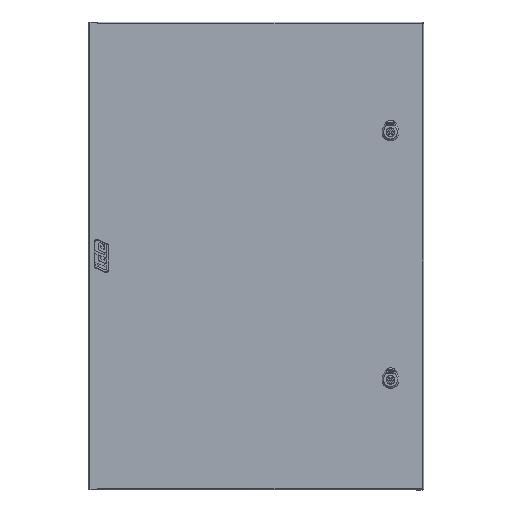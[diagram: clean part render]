
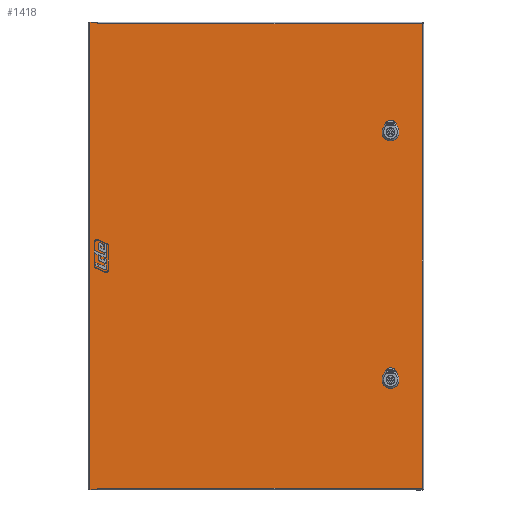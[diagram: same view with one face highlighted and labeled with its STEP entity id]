
A CAD part, top view. The second image highlights one B-rep face of the part: STEP entity #1418.
In plain terms, the highlighted face is planar.
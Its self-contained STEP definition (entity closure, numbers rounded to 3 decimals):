
#969=FACE_BOUND('',#2284,.T.);
#970=FACE_BOUND('',#2285,.T.);
#971=FACE_BOUND('',#2286,.T.);
#1147=CIRCLE('',#6877,11.25);
#1149=CIRCLE('',#6881,11.25);
#1151=CIRCLE('',#6885,11.25);
#1153=CIRCLE('',#6889,11.25);
#1155=CIRCLE('',#6893,11.25);
#1157=CIRCLE('',#6897,11.25);
#1159=CIRCLE('',#6901,11.25);
#1161=CIRCLE('',#6905,11.25);
#1418=ADVANCED_FACE('F46',(#969,#970,#971),#1701,.T.);
#1701=PLANE('',#7004);
#2284=EDGE_LOOP('',(#3282,#3283,#3284,#3285,#3286,#3287,#3288,#3289));
#2285=EDGE_LOOP('',(#3290,#3291,#3292,#3293,#3294,#3295,#3296,#3297));
#2286=EDGE_LOOP('',(#3298,#3299,#3300,#3301,#3302,#3303,#3304,#3305));
#3282=ORIENTED_EDGE('',*,*,#5174,.T.);
#3283=ORIENTED_EDGE('',*,*,#5013,.T.);
#3284=ORIENTED_EDGE('',*,*,#5064,.F.);
#3285=ORIENTED_EDGE('',*,*,#5105,.F.);
#3286=ORIENTED_EDGE('',*,*,#5175,.F.);
#3287=ORIENTED_EDGE('',*,*,#5123,.T.);
#3288=ORIENTED_EDGE('',*,*,#5167,.T.);
#3289=ORIENTED_EDGE('',*,*,#5129,.F.);
#3290=ORIENTED_EDGE('',*,*,#5009,.T.);
#3291=ORIENTED_EDGE('',*,*,#5006,.T.);
#3292=ORIENTED_EDGE('',*,*,#5003,.T.);
#3293=ORIENTED_EDGE('',*,*,#5000,.T.);
#3294=ORIENTED_EDGE('',*,*,#4997,.T.);
#3295=ORIENTED_EDGE('',*,*,#4994,.T.);
#3296=ORIENTED_EDGE('',*,*,#4991,.T.);
#3297=ORIENTED_EDGE('',*,*,#4988,.T.);
#3298=ORIENTED_EDGE('',*,*,#4985,.T.);
#3299=ORIENTED_EDGE('',*,*,#4982,.T.);
#3300=ORIENTED_EDGE('',*,*,#4979,.T.);
#3301=ORIENTED_EDGE('',*,*,#4976,.T.);
#3302=ORIENTED_EDGE('',*,*,#4973,.T.);
#3303=ORIENTED_EDGE('',*,*,#4970,.T.);
#3304=ORIENTED_EDGE('',*,*,#4967,.T.);
#3305=ORIENTED_EDGE('',*,*,#4964,.T.);
#4336=VERTEX_POINT('',#9241);
#4338=VERTEX_POINT('',#9244);
#4340=VERTEX_POINT('',#9250);
#4342=VERTEX_POINT('',#9256);
#4344=VERTEX_POINT('',#9262);
#4346=VERTEX_POINT('',#9268);
#4348=VERTEX_POINT('',#9274);
#4350=VERTEX_POINT('',#9280);
#4352=VERTEX_POINT('',#9289);
#4354=VERTEX_POINT('',#9292);
#4356=VERTEX_POINT('',#9298);
#4358=VERTEX_POINT('',#9304);
#4360=VERTEX_POINT('',#9310);
#4362=VERTEX_POINT('',#9316);
#4364=VERTEX_POINT('',#9322);
#4366=VERTEX_POINT('',#9328);
#4370=VERTEX_POINT('',#9340);
#4371=VERTEX_POINT('',#9342);
#4404=VERTEX_POINT('',#9458);
#4427=VERTEX_POINT('',#9530);
#4442=VERTEX_POINT('',#9584);
#4443=VERTEX_POINT('',#9586);
#4445=VERTEX_POINT('',#9592);
#4448=VERTEX_POINT('',#9597);
#4964=EDGE_CURVE('E188',#4338,#4336,#1147,.T.);
#4967=EDGE_CURVE('E187',#4340,#4338,#5772,.T.);
#4970=EDGE_CURVE('E186',#4342,#4340,#1149,.T.);
#4973=EDGE_CURVE('E185',#4344,#4342,#5776,.T.);
#4976=EDGE_CURVE('E184',#4346,#4344,#1151,.T.);
#4979=EDGE_CURVE('E183',#4348,#4346,#5780,.T.);
#4982=EDGE_CURVE('E182',#4350,#4348,#1153,.T.);
#4985=EDGE_CURVE('E181',#4336,#4350,#5784,.T.);
#4988=EDGE_CURVE('E180',#4354,#4352,#1155,.T.);
#4991=EDGE_CURVE('E179',#4356,#4354,#5788,.T.);
#4994=EDGE_CURVE('E178',#4358,#4356,#1157,.T.);
#4997=EDGE_CURVE('E177',#4360,#4358,#5792,.T.);
#5000=EDGE_CURVE('E176',#4362,#4360,#1159,.T.);
#5003=EDGE_CURVE('E175',#4364,#4362,#5796,.T.);
#5006=EDGE_CURVE('E174',#4366,#4364,#1161,.T.);
#5009=EDGE_CURVE('E173',#4352,#4366,#5800,.T.);
#5013=EDGE_CURVE('E170',#4371,#4370,#5803,.T.);
#5064=EDGE_CURVE('E130',#4404,#4370,#5836,.T.);
#5105=EDGE_CURVE('E116',#4427,#4404,#5865,.T.);
#5123=EDGE_CURVE('E171',#4443,#4442,#5873,.T.);
#5129=EDGE_CURVE('E127',#4448,#4445,#5876,.T.);
#5167=EDGE_CURVE('E172',#4442,#4445,#5908,.T.);
#5174=EDGE_CURVE('E169',#4448,#4371,#5913,.T.);
#5175=EDGE_CURVE('E136',#4443,#4427,#5914,.T.);
#5772=LINE('',#9249,#6338);
#5776=LINE('',#9261,#6342);
#5780=LINE('',#9273,#6346);
#5784=LINE('',#9285,#6350);
#5788=LINE('',#9297,#6354);
#5792=LINE('',#9309,#6358);
#5796=LINE('',#9321,#6362);
#5800=LINE('',#9333,#6366);
#5803=LINE('',#9341,#6369);
#5836=LINE('',#9459,#6402);
#5865=LINE('',#9544,#6431);
#5873=LINE('',#9585,#6439);
#5876=LINE('',#9598,#6442);
#5908=LINE('',#9674,#6474);
#5913=LINE('',#9686,#6479);
#5914=LINE('',#9688,#6480);
#6338=VECTOR('',#7667,1.);
#6342=VECTOR('',#7679,1.);
#6346=VECTOR('',#7691,1.);
#6350=VECTOR('',#7703,1.);
#6354=VECTOR('',#7715,1.);
#6358=VECTOR('',#7727,1.);
#6362=VECTOR('',#7739,1.);
#6366=VECTOR('',#7751,1.);
#6369=VECTOR('',#7758,1.);
#6402=VECTOR('',#7845,1.);
#6431=VECTOR('',#7924,1.);
#6439=VECTOR('',#7956,1.);
#6442=VECTOR('',#7967,1.);
#6474=VECTOR('',#8039,1.);
#6479=VECTOR('',#8054,1.);
#6480=VECTOR('',#8057,1.);
#6877=AXIS2_PLACEMENT_3D('',#9243,#7660,#7661);
#6881=AXIS2_PLACEMENT_3D('',#9255,#7672,#7673);
#6885=AXIS2_PLACEMENT_3D('',#9267,#7684,#7685);
#6889=AXIS2_PLACEMENT_3D('',#9279,#7696,#7697);
#6893=AXIS2_PLACEMENT_3D('',#9291,#7708,#7709);
#6897=AXIS2_PLACEMENT_3D('',#9303,#7720,#7721);
#6901=AXIS2_PLACEMENT_3D('',#9315,#7732,#7733);
#6905=AXIS2_PLACEMENT_3D('',#9327,#7744,#7745);
#7004=AXIS2_PLACEMENT_3D('',#9689,#8058,#8059);
#7660=DIRECTION('',(0.,1.,0.));
#7661=DIRECTION('',(0.,0.,1.));
#7667=DIRECTION('',(0.,0.,1.));
#7672=DIRECTION('',(0.,1.,0.));
#7673=DIRECTION('',(0.,0.,1.));
#7679=DIRECTION('',(-1.,0.,0.));
#7684=DIRECTION('',(0.,1.,0.));
#7685=DIRECTION('',(0.,0.,1.));
#7691=DIRECTION('',(0.,0.,-1.));
#7696=DIRECTION('',(0.,1.,0.));
#7697=DIRECTION('',(-1.,0.,0.));
#7703=DIRECTION('',(1.,0.,0.));
#7708=DIRECTION('',(0.,1.,0.));
#7709=DIRECTION('',(-1.,0.,0.));
#7715=DIRECTION('',(0.,0.,1.));
#7720=DIRECTION('',(0.,1.,0.));
#7721=DIRECTION('',(0.,0.,1.));
#7727=DIRECTION('',(-1.,0.,0.));
#7732=DIRECTION('',(0.,1.,0.));
#7733=DIRECTION('',(0.,0.,1.));
#7739=DIRECTION('',(0.,0.,-1.));
#7744=DIRECTION('',(0.,1.,0.));
#7745=DIRECTION('',(0.,0.,1.));
#7751=DIRECTION('',(1.,0.,0.));
#7758=DIRECTION('',(0.,0.,-1.));
#7845=DIRECTION('',(1.,0.,0.));
#7924=DIRECTION('',(0.,0.,1.));
#7956=DIRECTION('',(0.,0.,-1.));
#7967=DIRECTION('',(0.,0.,-1.));
#8039=DIRECTION('',(1.,0.,0.));
#8054=DIRECTION('',(-1.,0.,0.));
#8057=DIRECTION('',(-1.,0.,0.));
#8058=DIRECTION('',(0.,-1.,0.));
#8059=DIRECTION('',(0.,0.,1.));
#9241=CARTESIAN_POINT('',(-178.306,-40.349,704.65));
#9243=CARTESIAN_POINT('',(-173.25,-40.349,694.6));
#9244=CARTESIAN_POINT('',(-183.3,-40.349,699.656));
#9249=CARTESIAN_POINT('',(-183.3,-40.349,694.6));
#9250=CARTESIAN_POINT('',(-183.3,-40.349,689.544));
#9255=CARTESIAN_POINT('',(-173.25,-40.349,694.6));
#9256=CARTESIAN_POINT('',(-178.306,-40.349,684.55));
#9261=CARTESIAN_POINT('',(-173.25,-40.349,684.55));
#9262=CARTESIAN_POINT('',(-168.194,-40.349,684.55));
#9267=CARTESIAN_POINT('',(-173.25,-40.349,694.6));
#9268=CARTESIAN_POINT('',(-163.2,-40.349,689.544));
#9273=CARTESIAN_POINT('',(-163.2,-40.349,694.6));
#9274=CARTESIAN_POINT('',(-163.2,-40.349,699.656));
#9279=CARTESIAN_POINT('',(-173.25,-40.349,694.6));
#9280=CARTESIAN_POINT('',(-168.194,-40.349,704.65));
#9285=CARTESIAN_POINT('',(-173.25,-40.349,704.65));
#9289=CARTESIAN_POINT('',(-178.306,-40.349,224.05));
#9291=CARTESIAN_POINT('',(-173.25,-40.349,214.));
#9292=CARTESIAN_POINT('',(-183.3,-40.349,219.056));
#9297=CARTESIAN_POINT('',(-183.3,-40.349,214.));
#9298=CARTESIAN_POINT('',(-183.3,-40.349,208.944));
#9303=CARTESIAN_POINT('',(-173.25,-40.349,214.));
#9304=CARTESIAN_POINT('',(-178.306,-40.349,203.95));
#9309=CARTESIAN_POINT('',(-173.25,-40.349,203.95));
#9310=CARTESIAN_POINT('',(-168.194,-40.349,203.95));
#9315=CARTESIAN_POINT('',(-173.25,-40.349,214.));
#9316=CARTESIAN_POINT('',(-163.2,-40.349,208.944));
#9321=CARTESIAN_POINT('',(-163.2,-40.349,214.));
#9322=CARTESIAN_POINT('',(-163.2,-40.349,219.056));
#9327=CARTESIAN_POINT('',(-173.25,-40.349,214.));
#9328=CARTESIAN_POINT('',(-168.194,-40.349,224.05));
#9333=CARTESIAN_POINT('',(-173.25,-40.349,224.05));
#9340=CARTESIAN_POINT('',(394.85,-40.349,905.4));
#9341=CARTESIAN_POINT('',(394.85,-40.349,907.));
#9342=CARTESIAN_POINT('',(394.85,-40.349,908.6));
#9458=CARTESIAN_POINT('',(-234.55,-40.349,905.4));
#9459=CARTESIAN_POINT('',(80.15,-40.349,905.4));
#9530=CARTESIAN_POINT('',(-234.55,-40.349,3.2));
#9544=CARTESIAN_POINT('',(-234.55,-40.349,454.3));
#9584=CARTESIAN_POINT('',(394.85,-40.349,0.));
#9585=CARTESIAN_POINT('',(394.85,-40.349,1.6));
#9586=CARTESIAN_POINT('',(394.85,-40.349,3.2));
#9592=CARTESIAN_POINT('',(410.35,-40.349,0.));
#9597=CARTESIAN_POINT('',(410.35,-40.349,908.6));
#9598=CARTESIAN_POINT('',(410.35,-40.349,454.3));
#9674=CARTESIAN_POINT('',(402.6,-40.349,0.));
#9686=CARTESIAN_POINT('',(402.6,-40.349,908.6));
#9688=CARTESIAN_POINT('',(80.15,-40.349,3.2));
#9689=CARTESIAN_POINT('',(410.35,-40.349,0.));
